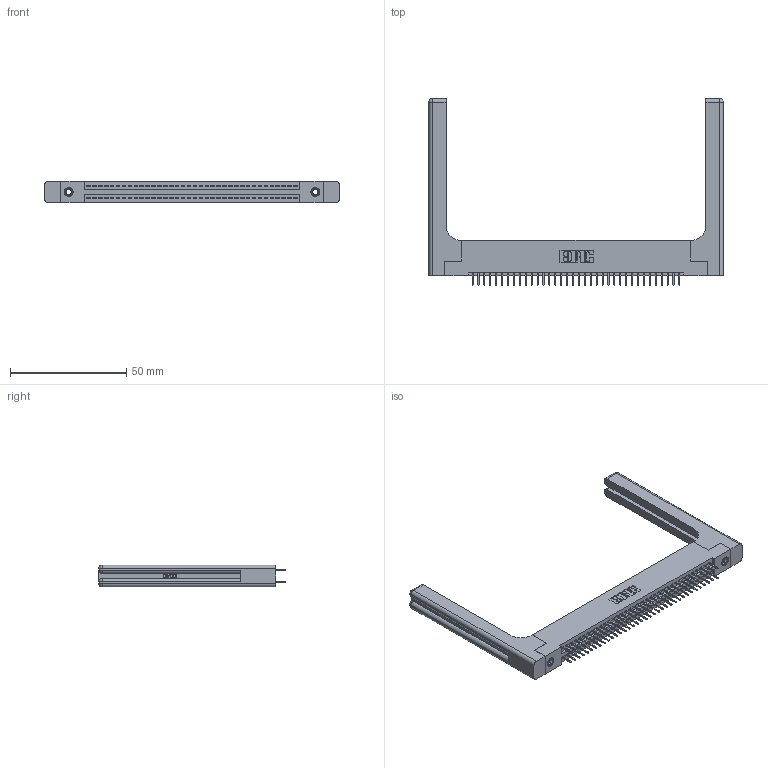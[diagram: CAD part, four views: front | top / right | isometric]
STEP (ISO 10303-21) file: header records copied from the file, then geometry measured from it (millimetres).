
FILE_DESCRIPTION (( 'STEP AP203' ), '1' );
FILE_NAME ('395-072-524-258.STEP', '2019-10-24T11:59:47', ( '' ), ( '' ), 'SwSTEP 2.0', 'SolidWorks 2016', '' );
FILE_SCHEMA (( 'CONFIG_CONTROL_DESIGN' ));
Length unit declared in the file: inch
Products named in the file (5): 395-072-524-258; 345 Part_Flush Mounting Lugs - 0.156 Dia-TH; 345-292-001_345-293-124; 345-250-001_345-250-001-102; 345-220-058_345-220-058
Assembly tree (77 placements, depth 2):
  395-072-524-258
    345 Part_Flush Mounting Lugs - 0.156 Dia-TH
    345-292-001_345-293-124  x72
    345-250-001_345-250-001-102  x2
    345-220-058_345-220-058  x2
Bounding box: 126.47 x 80.31 x 9.4 mm (x, y, z)
Volume: 20595.6 mm3; surface area: 22571.1 mm2
Topology: 77 solids, 77 shells, 4270 faces, 12023 edges, 7706 vertices
Faces by surface type: plane 3036, cylinder 1174, bspline 36, cone 12, sphere 8, torus 4
Entity records: 34310 total; most frequent: CARTESIAN_POINT 6749, ORIENTED_EDGE 5480, DIRECTION 4892, EDGE_CURVE 2740, LINE 2376, VECTOR 2376, VERTEX_POINT 1814, AXIS2_PLACEMENT_3D 1258
